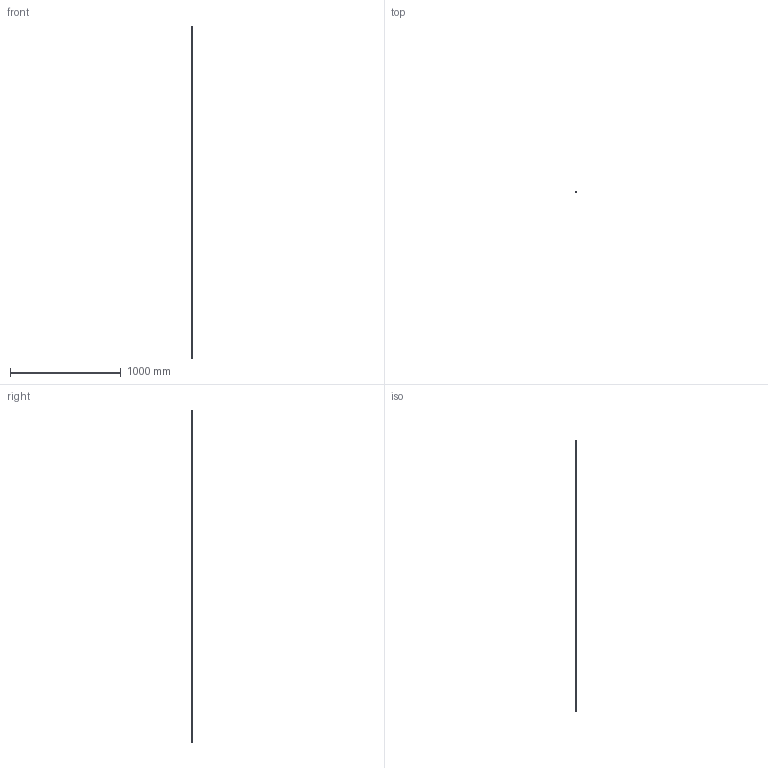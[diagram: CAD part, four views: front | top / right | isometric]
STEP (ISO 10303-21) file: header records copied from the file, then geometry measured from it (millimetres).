
FILE_DESCRIPTION (( 'STEP AP203' ), '1' );
FILE_NAME ('6970.step', '2015-09-17T15:53:51', ( '' ), ( '' ), 'SwSTEP 2.0', 'SolidWorks 2015', '' );
FILE_SCHEMA (( 'CONFIG_CONTROL_DESIGN' ));
Products named in the file (1): 6970
Bounding box: 8 x 7.99 x 3000 mm (x, y, z)
Volume: 117253.7 mm3; surface area: 67512.4 mm2
Topology: 1 solids, 1 shells, 3477 faces, 10392 edges, 6928 vertices
Faces by surface type: cylinder 3362, plane 67, bspline 48
Entity records: 162408 total; most frequent: CARTESIAN_POINT 85718, ORIENTED_EDGE 20784, EDGE_CURVE 10392, DIRECTION 8808, B_SPLINE_CURVE_WITH_KNOTS 8447, VERTEX_POINT 6928, EDGE_LOOP 3488, ADVANCED_FACE 3477
